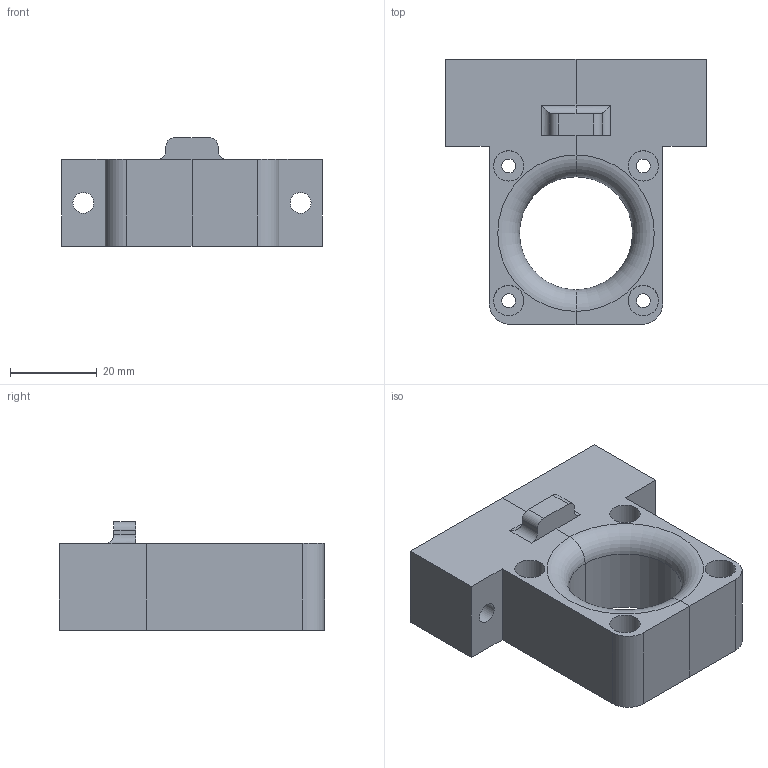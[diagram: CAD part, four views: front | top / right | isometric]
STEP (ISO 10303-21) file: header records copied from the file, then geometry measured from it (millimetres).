
FILE_DESCRIPTION(('FreeCAD Model'),'2;1');
FILE_NAME('Open CASCADE Shape Model','2025-06-01T21:11:33',(''),(''), 'Open CASCADE STEP processor 7.8','FreeCAD','Unknown');
FILE_SCHEMA(('AUTOMOTIVE_DESIGN { 1 0 10303 214 1 1 1 1 }'));
Length unit declared in the file: millimetre
Products named in the file (1): Z_bottom_leadscrew
Bounding box: 60 x 61 x 25 mm (x, y, z)
Volume: 42148.4 mm3; surface area: 13225.7 mm2
Topology: 1 solids, 1 shells, 49 faces, 118 edges, 75 vertices
Faces by surface type: plane 25, cylinder 22, torus 2
Full cylindrical faces by diameter (mm): 3.2 x4, 4.8 x4, 7 x4
Entity records: 1479 total; most frequent: DIRECTION 263, CARTESIAN_POINT 243, ORIENTED_EDGE 236, EDGE_CURVE 118, AXIS2_PLACEMENT_3D 95, VERTEX_POINT 75, LINE 73, VECTOR 73
